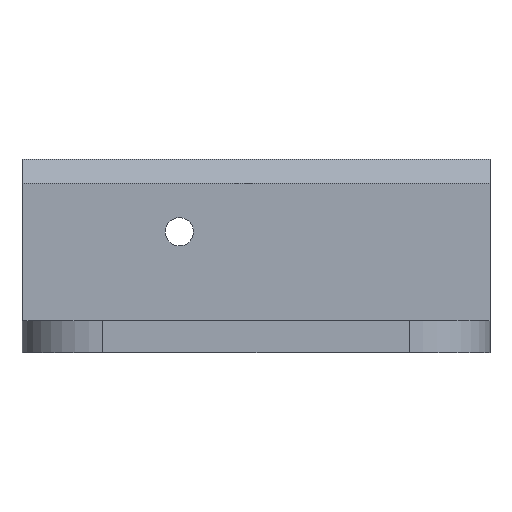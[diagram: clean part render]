
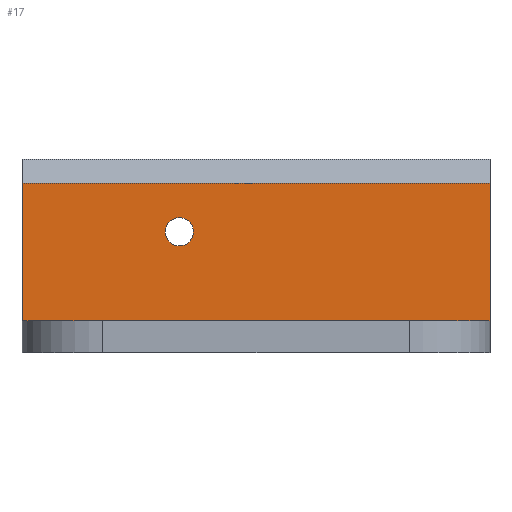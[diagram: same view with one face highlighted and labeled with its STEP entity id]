
A CAD part, left-side view. The second image highlights one B-rep face of the part: STEP entity #17.
In plain terms, the highlighted planar face has unit normal (-1, 0, 0).
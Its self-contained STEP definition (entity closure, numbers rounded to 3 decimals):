
#17 = ADVANCED_FACE('',(#18,#133),#32,.F.);
#18 = FACE_BOUND('',#19,.F.);
#19 = EDGE_LOOP('',(#20,#53,#81,#107));
#20 = ORIENTED_EDGE('',*,*,#21,.T.);
#21 = EDGE_CURVE('',#22,#24,#26,.T.);
#22 = VERTEX_POINT('',#23);
#23 = CARTESIAN_POINT('',(-5.,-29.,19.));
#24 = VERTEX_POINT('',#25);
#25 = CARTESIAN_POINT('',(-5.,-29.,2.));
#26 = SURFACE_CURVE('',#27,(#31,#42),.PCURVE_S1.);
#27 = LINE('',#28,#29);
#28 = CARTESIAN_POINT('',(-5.,-29.,0.));
#29 = VECTOR('',#30,1.);
#30 = DIRECTION('',(0.,0.,-1.));
#31 = PCURVE('',#32,#37);
#32 = PLANE('',#33);
#33 = AXIS2_PLACEMENT_3D('',#34,#35,#36);
#34 = CARTESIAN_POINT('',(-5.,-45.,2.));
#35 = DIRECTION('',(1.,0.,0.));
#36 = DIRECTION('',(0.,0.,1.));
#37 = DEFINITIONAL_REPRESENTATION('',(#38),#41);
#38 = B_SPLINE_CURVE_WITH_KNOTS('',1,(#39,#40),.UNSPECIFIED.,.F.,.F.,(2,
    2),(-22.,-2.),.PIECEWISE_BEZIER_KNOTS.);
#39 = CARTESIAN_POINT('',(20.,-16.));
#40 = CARTESIAN_POINT('',(0.,-16.));
#41 = ( GEOMETRIC_REPRESENTATION_CONTEXT(2) 
PARAMETRIC_REPRESENTATION_CONTEXT() REPRESENTATION_CONTEXT('2D SPACE',''
  ) );
#42 = PCURVE('',#43,#48);
#43 = PLANE('',#44);
#44 = AXIS2_PLACEMENT_3D('',#45,#46,#47);
#45 = CARTESIAN_POINT('',(-15.,-29.,-2.));
#46 = DIRECTION('',(0.,1.,0.));
#47 = DIRECTION('',(0.,0.,1.));
#48 = DEFINITIONAL_REPRESENTATION('',(#49),#52);
#49 = B_SPLINE_CURVE_WITH_KNOTS('',1,(#50,#51),.UNSPECIFIED.,.F.,.F.,(2,
    2),(-22.,-2.),.PIECEWISE_BEZIER_KNOTS.);
#50 = CARTESIAN_POINT('',(24.,10.));
#51 = CARTESIAN_POINT('',(4.,10.));
#52 = ( GEOMETRIC_REPRESENTATION_CONTEXT(2) 
PARAMETRIC_REPRESENTATION_CONTEXT() REPRESENTATION_CONTEXT('2D SPACE',''
  ) );
#53 = ORIENTED_EDGE('',*,*,#54,.T.);
#54 = EDGE_CURVE('',#24,#55,#57,.T.);
#55 = VERTEX_POINT('',#56);
#56 = CARTESIAN_POINT('',(-5.,29.,2.));
#57 = SURFACE_CURVE('',#58,(#62,#69),.PCURVE_S1.);
#58 = LINE('',#59,#60);
#59 = CARTESIAN_POINT('',(-5.,-45.,2.));
#60 = VECTOR('',#61,1.);
#61 = DIRECTION('',(0.,1.,0.));
#62 = PCURVE('',#32,#63);
#63 = DEFINITIONAL_REPRESENTATION('',(#64),#68);
#64 = LINE('',#65,#66);
#65 = CARTESIAN_POINT('',(0.,0.));
#66 = VECTOR('',#67,1.);
#67 = DIRECTION('',(0.,-1.));
#68 = ( GEOMETRIC_REPRESENTATION_CONTEXT(2) 
PARAMETRIC_REPRESENTATION_CONTEXT() REPRESENTATION_CONTEXT('2D SPACE',''
  ) );
#69 = PCURVE('',#70,#75);
#70 = PLANE('',#71);
#71 = AXIS2_PLACEMENT_3D('',#72,#73,#74);
#72 = CARTESIAN_POINT('',(-33.,-45.,2.));
#73 = DIRECTION('',(0.,0.,1.));
#74 = DIRECTION('',(1.,0.,0.));
#75 = DEFINITIONAL_REPRESENTATION('',(#76),#80);
#76 = LINE('',#77,#78);
#77 = CARTESIAN_POINT('',(28.,0.));
#78 = VECTOR('',#79,1.);
#79 = DIRECTION('',(0.,1.));
#80 = ( GEOMETRIC_REPRESENTATION_CONTEXT(2) 
PARAMETRIC_REPRESENTATION_CONTEXT() REPRESENTATION_CONTEXT('2D SPACE',''
  ) );
#81 = ORIENTED_EDGE('',*,*,#82,.F.);
#82 = EDGE_CURVE('',#83,#55,#85,.T.);
#83 = VERTEX_POINT('',#84);
#84 = CARTESIAN_POINT('',(-5.,29.,19.));
#85 = SURFACE_CURVE('',#86,(#90,#96),.PCURVE_S1.);
#86 = LINE('',#87,#88);
#87 = CARTESIAN_POINT('',(-5.,29.,0.));
#88 = VECTOR('',#89,1.);
#89 = DIRECTION('',(0.,0.,-1.));
#90 = PCURVE('',#32,#91);
#91 = DEFINITIONAL_REPRESENTATION('',(#92),#95);
#92 = B_SPLINE_CURVE_WITH_KNOTS('',1,(#93,#94),.UNSPECIFIED.,.F.,.F.,(2,
    2),(-22.,-2.),.PIECEWISE_BEZIER_KNOTS.);
#93 = CARTESIAN_POINT('',(20.,-74.));
#94 = CARTESIAN_POINT('',(0.,-74.));
#95 = ( GEOMETRIC_REPRESENTATION_CONTEXT(2) 
PARAMETRIC_REPRESENTATION_CONTEXT() REPRESENTATION_CONTEXT('2D SPACE',''
  ) );
#96 = PCURVE('',#97,#102);
#97 = PLANE('',#98);
#98 = AXIS2_PLACEMENT_3D('',#99,#100,#101);
#99 = CARTESIAN_POINT('',(-15.,29.,-2.));
#100 = DIRECTION('',(0.,1.,0.));
#101 = DIRECTION('',(0.,0.,1.));
#102 = DEFINITIONAL_REPRESENTATION('',(#103),#106);
#103 = B_SPLINE_CURVE_WITH_KNOTS('',1,(#104,#105),.UNSPECIFIED.,.F.,.F.,
  (2,2),(-22.,-2.),.PIECEWISE_BEZIER_KNOTS.);
#104 = CARTESIAN_POINT('',(24.,10.));
#105 = CARTESIAN_POINT('',(4.,10.));
#106 = ( GEOMETRIC_REPRESENTATION_CONTEXT(2) 
PARAMETRIC_REPRESENTATION_CONTEXT() REPRESENTATION_CONTEXT('2D SPACE',''
  ) );
#107 = ORIENTED_EDGE('',*,*,#108,.F.);
#108 = EDGE_CURVE('',#22,#83,#109,.T.);
#109 = SURFACE_CURVE('',#110,(#114,#121),.PCURVE_S1.);
#110 = LINE('',#111,#112);
#111 = CARTESIAN_POINT('',(-5.,-29.,19.));
#112 = VECTOR('',#113,1.);
#113 = DIRECTION('',(0.,1.,0.));
#114 = PCURVE('',#32,#115);
#115 = DEFINITIONAL_REPRESENTATION('',(#116),#120);
#116 = LINE('',#117,#118);
#117 = CARTESIAN_POINT('',(17.,-16.));
#118 = VECTOR('',#119,1.);
#119 = DIRECTION('',(0.,-1.));
#120 = ( GEOMETRIC_REPRESENTATION_CONTEXT(2) 
PARAMETRIC_REPRESENTATION_CONTEXT() REPRESENTATION_CONTEXT('2D SPACE',''
  ) );
#121 = PCURVE('',#122,#127);
#122 = PLANE('',#123);
#123 = AXIS2_PLACEMENT_3D('',#124,#125,#126);
#124 = CARTESIAN_POINT('',(-3.5,-29.,20.5));
#125 = DIRECTION('',(0.707,0.,-0.707));
#126 = DIRECTION('',(0.,1.,0.));
#127 = DEFINITIONAL_REPRESENTATION('',(#128),#132);
#128 = LINE('',#129,#130);
#129 = CARTESIAN_POINT('',(0.,-2.121));
#130 = VECTOR('',#131,1.);
#131 = DIRECTION('',(1.,0.));
#132 = ( GEOMETRIC_REPRESENTATION_CONTEXT(2) 
PARAMETRIC_REPRESENTATION_CONTEXT() REPRESENTATION_CONTEXT('2D SPACE',''
  ) );
#133 = FACE_BOUND('',#134,.F.);
#134 = EDGE_LOOP('',(#135));
#135 = ORIENTED_EDGE('',*,*,#136,.F.);
#136 = EDGE_CURVE('',#137,#137,#139,.T.);
#137 = VERTEX_POINT('',#138);
#138 = CARTESIAN_POINT('',(-5.,9.5,11.25));
#139 = SURFACE_CURVE('',#140,(#145,#152),.PCURVE_S1.);
#140 = CIRCLE('',#141,1.75);
#141 = AXIS2_PLACEMENT_3D('',#142,#143,#144);
#142 = CARTESIAN_POINT('',(-5.,9.5,13.));
#143 = DIRECTION('',(1.,-0.,0.));
#144 = DIRECTION('',(0.,0.,-1.));
#145 = PCURVE('',#32,#146);
#146 = DEFINITIONAL_REPRESENTATION('',(#147),#151);
#147 = CIRCLE('',#148,1.75);
#148 = AXIS2_PLACEMENT_2D('',#149,#150);
#149 = CARTESIAN_POINT('',(11.,-54.5));
#150 = DIRECTION('',(-1.,0.));
#151 = ( GEOMETRIC_REPRESENTATION_CONTEXT(2) 
PARAMETRIC_REPRESENTATION_CONTEXT() REPRESENTATION_CONTEXT('2D SPACE',''
  ) );
#152 = PCURVE('',#153,#158);
#153 = CYLINDRICAL_SURFACE('',#154,1.75);
#154 = AXIS2_PLACEMENT_3D('',#155,#156,#157);
#155 = CARTESIAN_POINT('',(-22.,9.5,13.));
#156 = DIRECTION('',(1.,0.,0.));
#157 = DIRECTION('',(0.,0.,-1.));
#158 = DEFINITIONAL_REPRESENTATION('',(#159),#163);
#159 = LINE('',#160,#161);
#160 = CARTESIAN_POINT('',(0.,17.));
#161 = VECTOR('',#162,1.);
#162 = DIRECTION('',(1.,0.));
#163 = ( GEOMETRIC_REPRESENTATION_CONTEXT(2) 
PARAMETRIC_REPRESENTATION_CONTEXT() REPRESENTATION_CONTEXT('2D SPACE',''
  ) );
